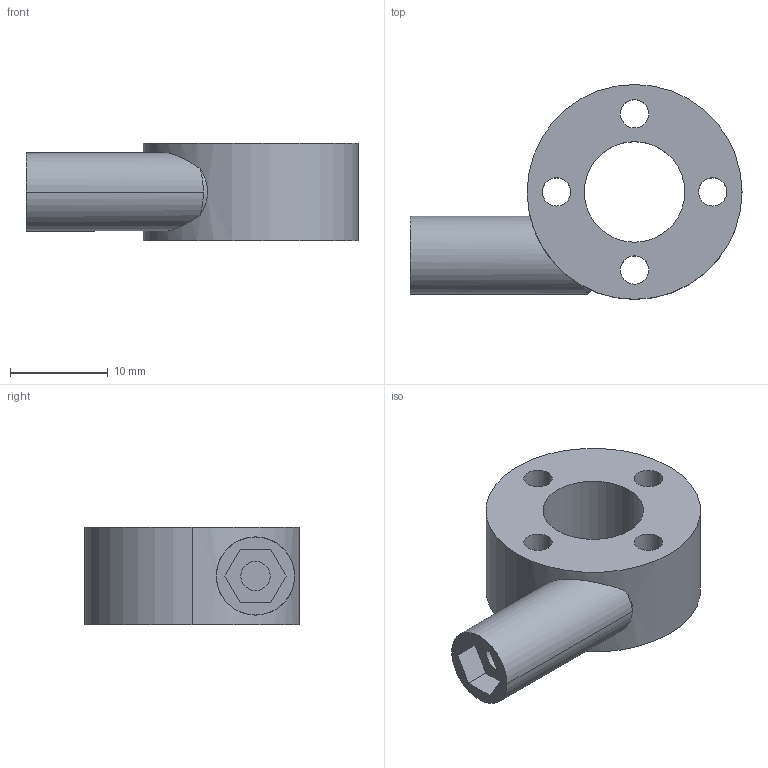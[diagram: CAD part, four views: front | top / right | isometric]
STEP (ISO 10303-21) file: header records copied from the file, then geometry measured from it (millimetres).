
FILE_DESCRIPTION (( 'STEP AP214' ), '1' );
FILE_NAME ('湖謂菁釱蟀諉裝.STEP', '2023-11-17T16:33:43', ( '' ), ( '' ), 'SwSTEP 2.0', 'SolidWorks 2021', '' );
FILE_SCHEMA (( 'AUTOMOTIVE_DESIGN' ));
Length unit declared in the file: millimetre
Products named in the file (1): 湖謂菁釱蟀諉裝
Bounding box: 34 x 22 x 10 mm (x, y, z)
Volume: 3351.6 mm3; surface area: 2349.3 mm2
Topology: 1 solids, 1 shells, 28 faces, 69 edges, 46 vertices
Faces by surface type: cylinder 17, plane 11
Entity records: 960 total; most frequent: CARTESIAN_POINT 219, DIRECTION 152, ORIENTED_EDGE 138, EDGE_CURVE 69, AXIS2_PLACEMENT_3D 59, VERTEX_POINT 46, EDGE_LOOP 41, VECTOR 34
